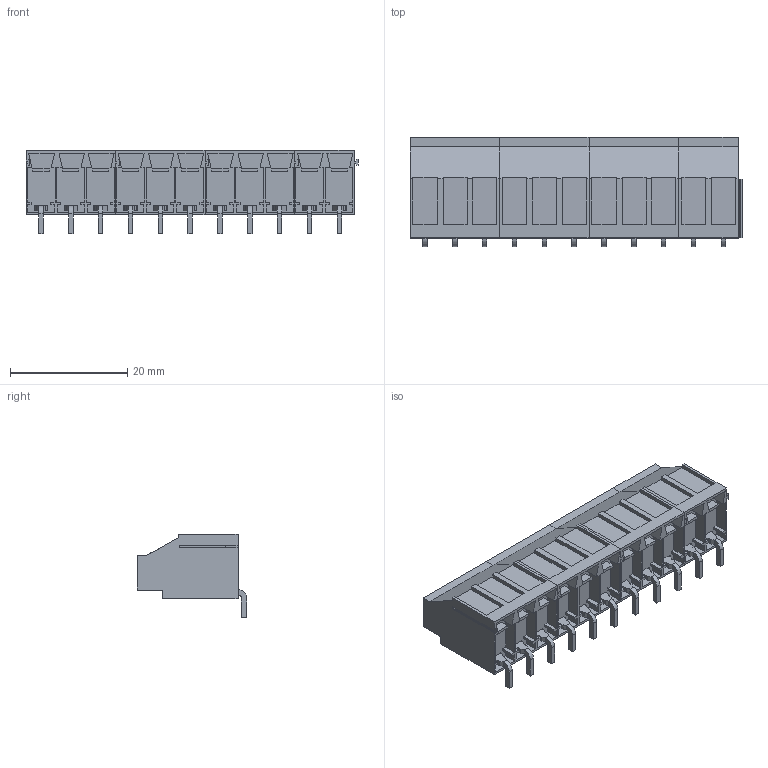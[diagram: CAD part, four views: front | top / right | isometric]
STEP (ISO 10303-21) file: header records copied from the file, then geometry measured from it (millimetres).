
FILE_DESCRIPTION(('CATIA V5 STEP','CAx-IF Rec.Pracs.--- Model Styling and Organization---1.2---2011-12-15'),'2;1');
FILE_NAME ('D1462054_0_2432000000_2432000000.stp','2016-10-03T06:59:20+00:00',('none'),('Weidmueller'),'CATIA Version 5-6 Release 2014','CATIA V5 STEP AP214','none');
FILE_SCHEMA(('AUTOMOTIVE_DESIGN { 1 0 10303 214 1 1 1 1 }'));
Length unit declared in the file: millimetre
Products named in the file (1): 2432000000_S
Bounding box: 56.53 x 18.57 x 14.2 mm (x, y, z)
Volume: 7307.4 mm3; surface area: 7585.9 mm2
Topology: 26 solids, 26 shells, 834 faces, 2203 edges, 1454 vertices
Faces by surface type: plane 746, cylinder 88
Entity records: 23765 total; most frequent: ORIENTED_EDGE 4406, CARTESIAN_POINT 4209, DIRECTION 3305, EDGE_CURVE 2203, VECTOR 1983, LINE 1983, VERTEX_POINT 1454, EDGE_LOOP 867
